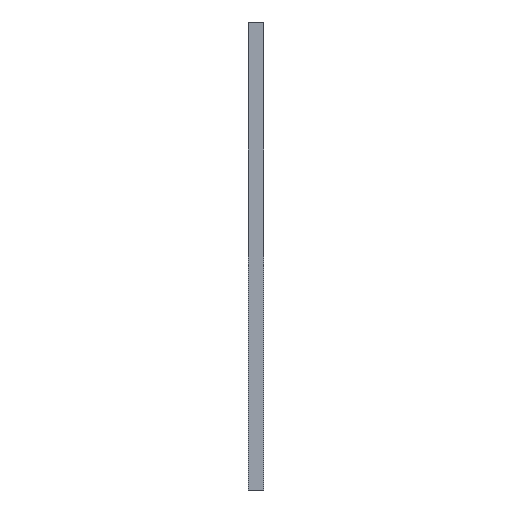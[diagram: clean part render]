
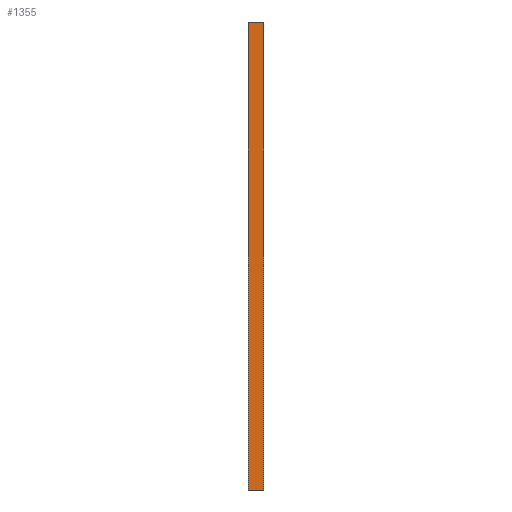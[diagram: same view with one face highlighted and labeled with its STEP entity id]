
A CAD part, front view. The second image highlights one B-rep face of the part: STEP entity #1355.
In plain terms, the highlighted planar face has unit normal (0, -1, 0).
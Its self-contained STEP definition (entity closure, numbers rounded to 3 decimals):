
#229=FACE_OUTER_BOUND('',#293,.T.);
#293=EDGE_LOOP('',(#1133,#1134,#1135,#1136));
#459=LINE('',#2252,#577);
#460=LINE('',#2255,#578);
#461=LINE('',#2257,#579);
#462=LINE('',#2258,#580);
#577=VECTOR('',#1875,10.);
#578=VECTOR('',#1878,10.);
#579=VECTOR('',#1879,10.);
#580=VECTOR('',#1880,10.);
#703=VERTEX_POINT('',#2248);
#704=VERTEX_POINT('',#2250);
#705=VERTEX_POINT('',#2254);
#706=VERTEX_POINT('',#2256);
#887=EDGE_CURVE('',#703,#704,#459,.T.);
#888=EDGE_CURVE('',#703,#705,#460,.T.);
#889=EDGE_CURVE('',#706,#704,#461,.T.);
#890=EDGE_CURVE('',#705,#706,#462,.T.);
#1133=ORIENTED_EDGE('',*,*,#888,.F.);
#1134=ORIENTED_EDGE('',*,*,#887,.T.);
#1135=ORIENTED_EDGE('',*,*,#889,.F.);
#1136=ORIENTED_EDGE('',*,*,#890,.F.);
#1291=PLANE('',#1501);
#1355=ADVANCED_FACE('',(#229),#1291,.T.);
#1501=AXIS2_PLACEMENT_3D('',#2253,#1876,#1877);
#1875=DIRECTION('',(1.,0.,0.));
#1876=DIRECTION('center_axis',(0.,-1.,0.));
#1877=DIRECTION('ref_axis',(0.,0.,-1.));
#1878=DIRECTION('',(0.,0.,1.));
#1879=DIRECTION('',(0.,0.,-1.));
#1880=DIRECTION('',(1.,0.,0.));
#2248=CARTESIAN_POINT('',(362.828,17.109,-5.));
#2250=CARTESIAN_POINT('',(367.828,17.109,-5.));
#2252=CARTESIAN_POINT('',(362.828,17.109,-5.));
#2253=CARTESIAN_POINT('Origin',(362.828,17.109,145.));
#2254=CARTESIAN_POINT('',(362.828,17.109,145.));
#2255=CARTESIAN_POINT('',(362.828,17.109,-5.));
#2256=CARTESIAN_POINT('',(367.828,17.109,145.));
#2257=CARTESIAN_POINT('',(367.828,17.109,-5.));
#2258=CARTESIAN_POINT('',(362.828,17.109,145.));
